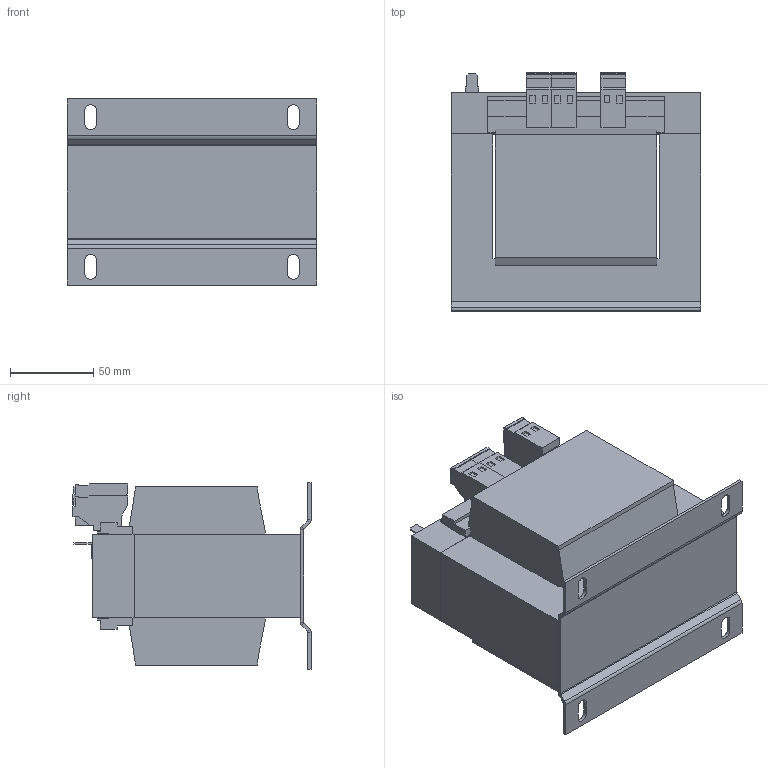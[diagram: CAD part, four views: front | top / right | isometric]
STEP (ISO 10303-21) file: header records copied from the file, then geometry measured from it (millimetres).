
FILE_DESCRIPTION (( 'STEP AP214' ), '1' );
FILE_NAME ('227254.STEP', '2020-07-06T07:50:24', ( '' ), ( '' ), 'SwSTEP 2.0', 'SolidWorks 2018', '' );
FILE_SCHEMA (( 'AUTOMOTIVE_DESIGN' ));
Length unit declared in the file: millimetre
Products named in the file (1): 227254
Bounding box: 150 x 143.25 x 112 mm (x, y, z)
Volume: 1441150.5 mm3; surface area: 146017 mm2
Topology: 1 solids, 1 shells, 280 faces, 734 edges, 472 vertices
Faces by surface type: plane 252, cylinder 28
Entity records: 8476 total; most frequent: CARTESIAN_POINT 1487, ORIENTED_EDGE 1468, DIRECTION 1352, EDGE_CURVE 734, VECTOR 678, LINE 678, VERTEX_POINT 472, AXIS2_PLACEMENT_3D 337
